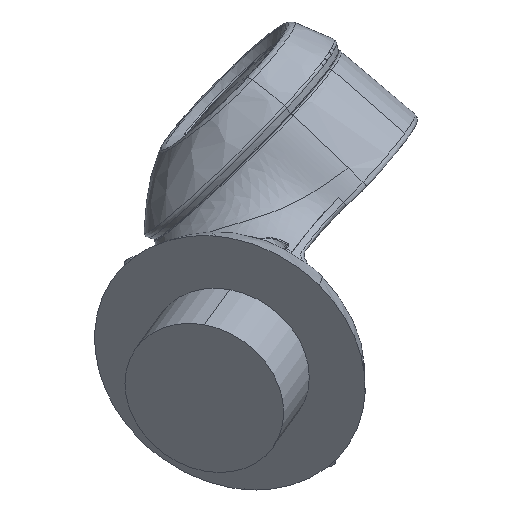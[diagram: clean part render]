
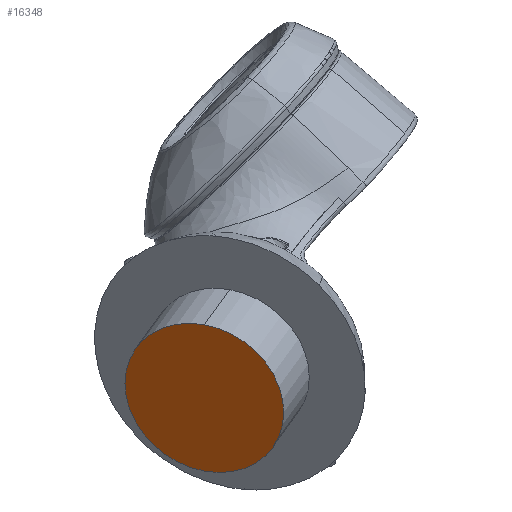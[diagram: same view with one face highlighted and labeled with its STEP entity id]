
A CAD part, left-side view. The second image highlights one B-rep face of the part: STEP entity #16348.
In plain terms, the highlighted planar face has unit normal (-0.814, 0.342, -0.47).
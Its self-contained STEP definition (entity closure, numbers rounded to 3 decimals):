
#2972 = VERTEX_POINT ( 'NONE', #38463 ) ;
#2980 = VERTEX_POINT ( 'NONE', #38470 ) ;
#8545 = AXIS2_PLACEMENT_3D ( 'NONE', #30697, #30698, #30699 ) ;
#11940 = AXIS2_PLACEMENT_3D ( 'NONE', #21462, #21463, #21464 ) ;
#14077 = EDGE_CURVE ( 'NONE', #2980, #2972, #35497, .T. ) ;
#15669 = FACE_OUTER_BOUND ( 'NONE', #21631, .T. ) ;
#16348 = ADVANCED_FACE ( 'NONE', ( #15669 ), #40763, .T. ) ;
#18124 = CIRCLE ( 'NONE', #8545, 36. ) ;
#21462 = CARTESIAN_POINT ( 'NONE',  ( 27.669, -61.629, 399.975 ) ) ;
#21463 = DIRECTION ( 'NONE',  ( -0.814, 0.342, -0.47 ) ) ;
#21464 = DIRECTION ( 'NONE',  ( -0.5, 0., 0.866 ) ) ;
#21631 = EDGE_LOOP ( 'NONE', ( #23793, #23794 ) ) ;
#23793 = ORIENTED_EDGE ( 'NONE', *, *, #24188, .T. ) ;
#23794 = ORIENTED_EDGE ( 'NONE', *, *, #14077, .T. ) ;
#24188 = EDGE_CURVE ( 'NONE', #2972, #2980, #18124, .T. ) ;
#30697 = CARTESIAN_POINT ( 'NONE',  ( 27.669, -61.629, 399.975 ) ) ;
#30698 = DIRECTION ( 'NONE',  ( -0.814, 0.342, -0.47 ) ) ;
#30699 = DIRECTION ( 'NONE',  ( -0.5, 0., 0.866 ) ) ;
#34973 = AXIS2_PLACEMENT_3D ( 'NONE', #40780, #40782, #40784 ) ;
#35497 = CIRCLE ( 'NONE', #11940, 36. ) ;
#38463 = CARTESIAN_POINT ( 'NONE',  ( 9.669, -61.629, 431.152 ) ) ;
#38470 = CARTESIAN_POINT ( 'NONE',  ( 45.669, -61.629, 368.798 ) ) ;
#40763 = PLANE ( 'NONE',  #34973 ) ;
#40780 = CARTESIAN_POINT ( 'NONE',  ( 57.174, -65.431, 346.102 ) ) ;
#40782 = DIRECTION ( 'NONE',  ( -0.814, 0.342, -0.47 ) ) ;
#40784 = DIRECTION ( 'NONE',  ( -0.571, -0.619, 0.539 ) ) ;
